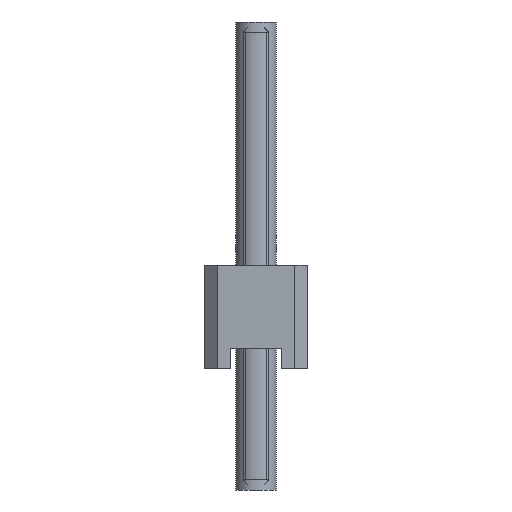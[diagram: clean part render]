
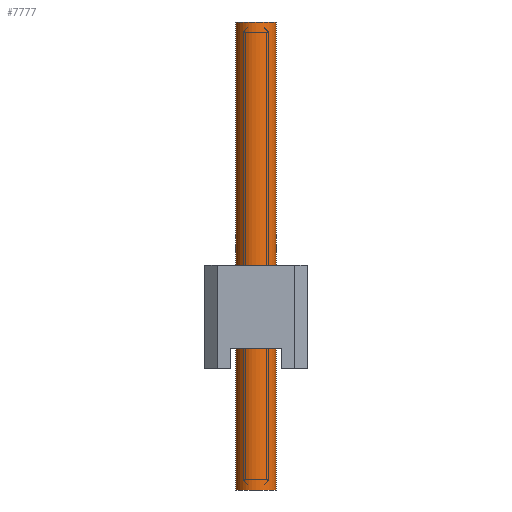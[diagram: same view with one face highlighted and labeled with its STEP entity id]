
A CAD part, left-side view. The second image highlights one B-rep face of the part: STEP entity #7777.
In plain terms, the highlighted cylindrical face has radius 0.5 mm (diameter 1 mm), a full revolution.
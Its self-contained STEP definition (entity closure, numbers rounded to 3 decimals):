
#127=CIRCLE('',#8220,0.5);
#128=CIRCLE('',#8221,0.5);
#348=CYLINDRICAL_SURFACE('',#8219,0.5);
#565=ORIENTED_EDGE('',*,*,#2835,.F.);
#566=ORIENTED_EDGE('',*,*,#2836,.T.);
#2835=EDGE_CURVE('',#3979,#3979,#127,.T.);
#2836=EDGE_CURVE('',#3980,#3980,#128,.T.);
#3979=VERTEX_POINT('',#11154);
#3980=VERTEX_POINT('',#11156);
#6607=EDGE_LOOP('',(#565));
#6608=EDGE_LOOP('',(#566));
#7051=FACE_BOUND('',#6607,.T.);
#7052=FACE_BOUND('',#6608,.T.);
#7777=ADVANCED_FACE('',(#7051,#7052),#348,.F.);
#8219=AXIS2_PLACEMENT_3D('',#11152,#8931,#8932);
#8220=AXIS2_PLACEMENT_3D('',#11153,#8933,#8934);
#8221=AXIS2_PLACEMENT_3D('',#11155,#8935,#8936);
#8931=DIRECTION('',(0.,0.,1.));
#8932=DIRECTION('',(1.,0.,0.));
#8933=DIRECTION('',(0.,0.,-1.));
#8934=DIRECTION('',(1.,0.,0.));
#8935=DIRECTION('',(0.,0.,-1.));
#8936=DIRECTION('',(1.,0.,0.));
#11152=CARTESIAN_POINT('',(0.,0.,0.));
#11153=CARTESIAN_POINT('',(0.,0.,11.54));
#11154=CARTESIAN_POINT('',(0.5,0.,11.54));
#11155=CARTESIAN_POINT('',(0.,0.,0.));
#11156=CARTESIAN_POINT('',(0.5,0.,0.));
